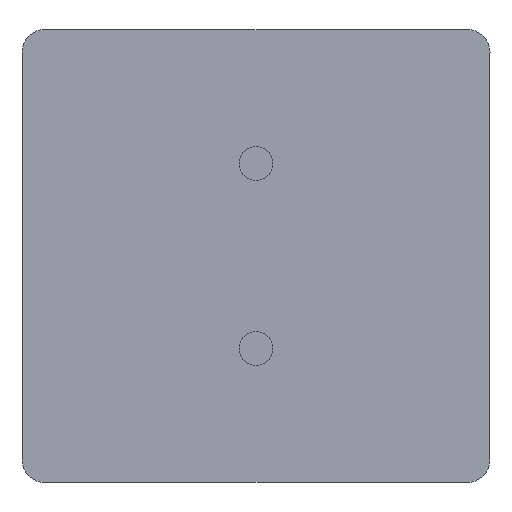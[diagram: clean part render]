
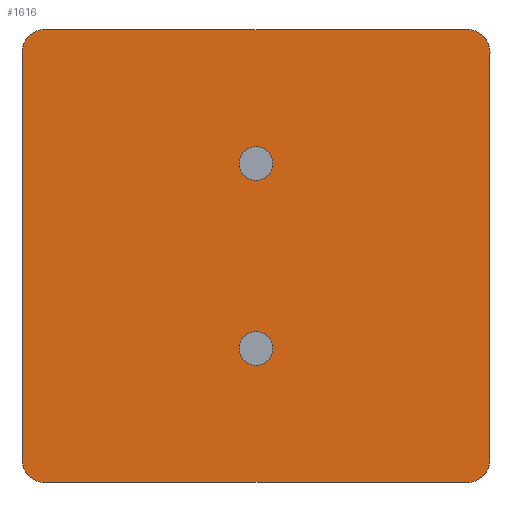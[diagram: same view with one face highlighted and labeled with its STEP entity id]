
A CAD part, front view. The second image highlights one B-rep face of the part: STEP entity #1616.
In plain terms, the highlighted planar face has unit normal (0, -1, 0).
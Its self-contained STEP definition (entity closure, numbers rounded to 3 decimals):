
#7 = ORIENTED_EDGE ( 'NONE', *, *, #4804, .F. ) ;
#11 = AXIS2_PLACEMENT_3D ( 'NONE', #909, #3611, #1277 ) ;
#13 = VERTEX_POINT ( 'NONE', #4346 ) ;
#36 = ORIENTED_EDGE ( 'NONE', *, *, #2076, .F. ) ;
#78 = ORIENTED_EDGE ( 'NONE', *, *, #871, .F. ) ;
#105 = CARTESIAN_POINT ( 'NONE',  ( 0., 0., 10. ) ) ;
#147 = VERTEX_POINT ( 'NONE', #3475 ) ;
#170 = CARTESIAN_POINT ( 'NONE',  ( 0., 0., -10. ) ) ;
#180 = CIRCLE ( 'NONE', #3067, 3. ) ;
#263 = CARTESIAN_POINT ( 'NONE',  ( 28., 0., 30. ) ) ;
#286 = CIRCLE ( 'NONE', #11, 2.25 ) ;
#305 = DIRECTION ( 'NONE',  ( 0., 0., 1. ) ) ;
#396 = AXIS2_PLACEMENT_3D ( 'NONE', #3318, #1004, #3722 ) ;
#401 = CARTESIAN_POINT ( 'NONE',  ( -28., 0., -30. ) ) ;
#403 = ORIENTED_EDGE ( 'NONE', *, *, #830, .T. ) ;
#500 = CARTESIAN_POINT ( 'NONE',  ( -31., 0., -27. ) ) ;
#571 = DIRECTION ( 'NONE',  ( -1., 0., 0. ) ) ;
#584 = CARTESIAN_POINT ( 'NONE',  ( -31., 0., 30. ) ) ;
#660 = DIRECTION ( 'NONE',  ( 0., -1., 0. ) ) ;
#804 = EDGE_CURVE ( 'NONE', #147, #1149, #180, .T. ) ;
#819 = VERTEX_POINT ( 'NONE', #2067 ) ;
#830 = EDGE_CURVE ( 'NONE', #819, #3297, #2209, .T. ) ;
#871 = EDGE_CURVE ( 'NONE', #819, #1149, #4823, .T. ) ;
#899 = EDGE_CURVE ( 'NONE', #4721, #4515, #4589, .T. ) ;
#909 = CARTESIAN_POINT ( 'NONE',  ( 0., 0., -12.25 ) ) ;
#949 = CIRCLE ( 'NONE', #1383, 2.25 ) ;
#998 = CARTESIAN_POINT ( 'NONE',  ( 0., 0., 12.25 ) ) ;
#1004 = DIRECTION ( 'NONE',  ( 0., -1., 0. ) ) ;
#1017 = CIRCLE ( 'NONE', #1315, 2.25 ) ;
#1061 = EDGE_CURVE ( 'NONE', #4515, #4721, #1017, .T. ) ;
#1102 = ORIENTED_EDGE ( 'NONE', *, *, #804, .T. ) ;
#1149 = VERTEX_POINT ( 'NONE', #263 ) ;
#1277 = DIRECTION ( 'NONE',  ( 0., 0., 1. ) ) ;
#1288 = CARTESIAN_POINT ( 'NONE',  ( 28., 0., 27. ) ) ;
#1315 = AXIS2_PLACEMENT_3D ( 'NONE', #998, #3713, #1365 ) ;
#1365 = DIRECTION ( 'NONE',  ( 0., 0., -1. ) ) ;
#1383 = AXIS2_PLACEMENT_3D ( 'NONE', #2955, #660, #3360 ) ;
#1424 = FACE_BOUND ( 'NONE', #2649, .T. ) ;
#1466 = ORIENTED_EDGE ( 'NONE', *, *, #4242, .F. ) ;
#1584 = DIRECTION ( 'NONE',  ( 0., 0., 1. ) ) ;
#1616 = ADVANCED_FACE ( 'NONE', ( #3490, #1424, #4403 ), #1959, .F. ) ;
#1688 = DIRECTION ( 'NONE',  ( 0., 0., 1. ) ) ;
#1708 = DIRECTION ( 'NONE',  ( 0., -1., 0. ) ) ;
#1787 = CARTESIAN_POINT ( 'NONE',  ( 28., 0., -27. ) ) ;
#1867 = VECTOR ( 'NONE', #2741, 1000. ) ;
#1922 = CIRCLE ( 'NONE', #4027, 3. ) ;
#1959 = PLANE ( 'NONE',  #3307 ) ;
#1985 = LINE ( 'NONE', #1993, #1867 ) ;
#1993 = CARTESIAN_POINT ( 'NONE',  ( 31., 0., 30. ) ) ;
#2067 = CARTESIAN_POINT ( 'NONE',  ( -28., 0., 30. ) ) ;
#2076 = EDGE_CURVE ( 'NONE', #13, #2981, #286, .T. ) ;
#2160 = DIRECTION ( 'NONE',  ( 0., 0., 1. ) ) ;
#2201 = CARTESIAN_POINT ( 'NONE',  ( -28., 0., -27. ) ) ;
#2209 = CIRCLE ( 'NONE', #3340, 3. ) ;
#2211 = ORIENTED_EDGE ( 'NONE', *, *, #3656, .T. ) ;
#2369 = CARTESIAN_POINT ( 'NONE',  ( -31., 0., 27. ) ) ;
#2465 = DIRECTION ( 'NONE',  ( 1., 0., 0. ) ) ;
#2597 = DIRECTION ( 'NONE',  ( 0., 0., 1. ) ) ;
#2649 = EDGE_LOOP ( 'NONE', ( #3522, #3358 ) ) ;
#2712 = EDGE_LOOP ( 'NONE', ( #3458, #2949, #2911, #1102, #78, #403, #1466, #2211 ) ) ;
#2718 = CARTESIAN_POINT ( 'NONE',  ( 0., 0., 0. ) ) ;
#2741 = DIRECTION ( 'NONE',  ( 0., 0., -1. ) ) ;
#2751 = VECTOR ( 'NONE', #2465, 1000. ) ;
#2832 = VERTEX_POINT ( 'NONE', #4146 ) ;
#2911 = ORIENTED_EDGE ( 'NONE', *, *, #3934, .F. ) ;
#2949 = ORIENTED_EDGE ( 'NONE', *, *, #4109, .T. ) ;
#2955 = CARTESIAN_POINT ( 'NONE',  ( 0., 0., -12.25 ) ) ;
#2981 = VERTEX_POINT ( 'NONE', #170 ) ;
#3024 = EDGE_CURVE ( 'NONE', #4859, #3824, #4371, .T. ) ;
#3067 = AXIS2_PLACEMENT_3D ( 'NONE', #1288, #4019, #1688 ) ;
#3297 = VERTEX_POINT ( 'NONE', #2369 ) ;
#3307 = AXIS2_PLACEMENT_3D ( 'NONE', #2718, #3911, #1584 ) ;
#3318 = CARTESIAN_POINT ( 'NONE',  ( 0., 0., 12.25 ) ) ;
#3329 = VECTOR ( 'NONE', #571, 1000. ) ;
#3340 = AXIS2_PLACEMENT_3D ( 'NONE', #4035, #1708, #4427 ) ;
#3358 = ORIENTED_EDGE ( 'NONE', *, *, #899, .F. ) ;
#3360 = DIRECTION ( 'NONE',  ( 0., 0., 1. ) ) ;
#3458 = ORIENTED_EDGE ( 'NONE', *, *, #3024, .F. ) ;
#3475 = CARTESIAN_POINT ( 'NONE',  ( 31., 0., 27. ) ) ;
#3490 = FACE_BOUND ( 'NONE', #4785, .T. ) ;
#3497 = VECTOR ( 'NONE', #305, 1000. ) ;
#3522 = ORIENTED_EDGE ( 'NONE', *, *, #1061, .F. ) ;
#3611 = DIRECTION ( 'NONE',  ( 0., -1., 0. ) ) ;
#3649 = CARTESIAN_POINT ( 'NONE',  ( -31., 0., -30. ) ) ;
#3656 = EDGE_CURVE ( 'NONE', #4568, #3824, #4897, .T. ) ;
#3683 = CARTESIAN_POINT ( 'NONE',  ( 0., 0., 14.5 ) ) ;
#3703 = AXIS2_PLACEMENT_3D ( 'NONE', #2201, #4924, #2597 ) ;
#3713 = DIRECTION ( 'NONE',  ( 0., -1., 0. ) ) ;
#3722 = DIRECTION ( 'NONE',  ( 0., 0., -1. ) ) ;
#3801 = CARTESIAN_POINT ( 'NONE',  ( 28., 0., -30. ) ) ;
#3824 = VERTEX_POINT ( 'NONE', #401 ) ;
#3911 = DIRECTION ( 'NONE',  ( 0., 1., 0. ) ) ;
#3934 = EDGE_CURVE ( 'NONE', #147, #2832, #1985, .T. ) ;
#4019 = DIRECTION ( 'NONE',  ( 0., -1., 0. ) ) ;
#4027 = AXIS2_PLACEMENT_3D ( 'NONE', #1787, #4501, #2160 ) ;
#4035 = CARTESIAN_POINT ( 'NONE',  ( -28., 0., 27. ) ) ;
#4109 = EDGE_CURVE ( 'NONE', #4859, #2832, #1922, .T. ) ;
#4146 = CARTESIAN_POINT ( 'NONE',  ( 31., 0., -27. ) ) ;
#4242 = EDGE_CURVE ( 'NONE', #4568, #3297, #4656, .T. ) ;
#4346 = CARTESIAN_POINT ( 'NONE',  ( 0., 0., -14.5 ) ) ;
#4371 = LINE ( 'NONE', #3649, #3329 ) ;
#4403 = FACE_OUTER_BOUND ( 'NONE', #2712, .T. ) ;
#4427 = DIRECTION ( 'NONE',  ( 0., 0., 1. ) ) ;
#4501 = DIRECTION ( 'NONE',  ( 0., -1., 0. ) ) ;
#4515 = VERTEX_POINT ( 'NONE', #105 ) ;
#4568 = VERTEX_POINT ( 'NONE', #500 ) ;
#4589 = CIRCLE ( 'NONE', #396, 2.25 ) ;
#4656 = LINE ( 'NONE', #4927, #3497 ) ;
#4721 = VERTEX_POINT ( 'NONE', #3683 ) ;
#4785 = EDGE_LOOP ( 'NONE', ( #36, #7 ) ) ;
#4804 = EDGE_CURVE ( 'NONE', #2981, #13, #949, .T. ) ;
#4823 = LINE ( 'NONE', #584, #2751 ) ;
#4859 = VERTEX_POINT ( 'NONE', #3801 ) ;
#4897 = CIRCLE ( 'NONE', #3703, 3. ) ;
#4924 = DIRECTION ( 'NONE',  ( 0., -1., 0. ) ) ;
#4927 = CARTESIAN_POINT ( 'NONE',  ( -31., 0., 30. ) ) ;
